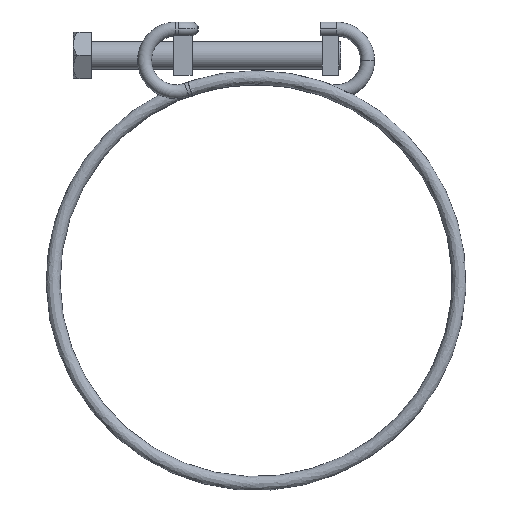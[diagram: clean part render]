
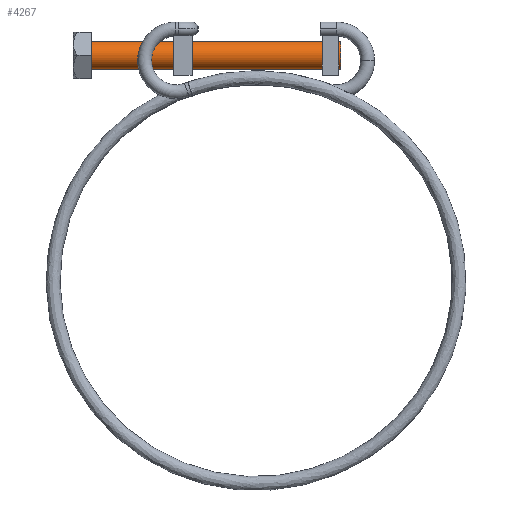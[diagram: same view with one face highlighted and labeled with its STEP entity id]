
A CAD part, top view. The second image highlights one B-rep face of the part: STEP entity #4267.
In plain terms, the highlighted cylindrical face has radius 3 mm (diameter 6 mm), a partial arc.
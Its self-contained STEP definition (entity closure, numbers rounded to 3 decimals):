
#194 = EDGE_CURVE ( 'NONE', #7415, #1482, #6151, .T. ) ;
#452 = DIRECTION ( 'NONE',  ( -1., 0., 0. ) ) ;
#477 = CARTESIAN_POINT ( 'NONE',  ( -35.623, 45.8, 0. ) ) ;
#545 = AXIS2_PLACEMENT_3D ( 'NONE', #3728, #8489, #3774 ) ;
#550 = AXIS2_PLACEMENT_3D ( 'NONE', #4871, #1379, #2102 ) ;
#621 = VERTEX_POINT ( 'NONE', #7576 ) ;
#629 = EDGE_CURVE ( 'NONE', #621, #2342, #6226, .T. ) ;
#1379 = DIRECTION ( 'NONE',  ( 1., 0., 0. ) ) ;
#1482 = VERTEX_POINT ( 'NONE', #477 ) ;
#1763 = ORIENTED_EDGE ( 'NONE', *, *, #629, .T. ) ;
#1898 = DIRECTION ( 'NONE',  ( 0., -1., 0. ) ) ;
#2102 = DIRECTION ( 'NONE',  ( 0., 1., 0. ) ) ;
#2342 = VERTEX_POINT ( 'NONE', #5286 ) ;
#3128 = FACE_OUTER_BOUND ( 'NONE', #8219, .T. ) ;
#3728 = CARTESIAN_POINT ( 'NONE',  ( -35.623, 48.8, 0. ) ) ;
#3774 = DIRECTION ( 'NONE',  ( 0., 1., 0. ) ) ;
#4159 = ORIENTED_EDGE ( 'NONE', *, *, #6390, .F. ) ;
#4160 = DIRECTION ( 'NONE',  ( -1., 0., 0. ) ) ;
#4164 = VECTOR ( 'NONE', #4160, 1000. ) ;
#4267 = ADVANCED_FACE ( 'NONE', ( #3128 ), #9019, .T. ) ;
#4490 = CIRCLE ( 'NONE', #545, 3. ) ;
#4846 = DIRECTION ( 'NONE',  ( -1., 0., 0. ) ) ;
#4871 = CARTESIAN_POINT ( 'NONE',  ( 18.377, 48.8, 0. ) ) ;
#5286 = CARTESIAN_POINT ( 'NONE',  ( -35.623, 51.8, 0. ) ) ;
#6151 = LINE ( 'NONE', #7957, #8811 ) ;
#6226 = LINE ( 'NONE', #8308, #4164 ) ;
#6375 = ORIENTED_EDGE ( 'NONE', *, *, #6416, .T. ) ;
#6390 = EDGE_CURVE ( 'NONE', #621, #7415, #8883, .T. ) ;
#6416 = EDGE_CURVE ( 'NONE', #2342, #1482, #4490, .T. ) ;
#6722 = ORIENTED_EDGE ( 'NONE', *, *, #194, .F. ) ;
#6847 = CARTESIAN_POINT ( 'NONE',  ( 18.377, 48.8, 0. ) ) ;
#7415 = VERTEX_POINT ( 'NONE', #8266 ) ;
#7576 = CARTESIAN_POINT ( 'NONE',  ( 18.377, 51.8, 0. ) ) ;
#7957 = CARTESIAN_POINT ( 'NONE',  ( 18.377, 45.8, 0. ) ) ;
#7960 = AXIS2_PLACEMENT_3D ( 'NONE', #6847, #4846, #1898 ) ;
#8219 = EDGE_LOOP ( 'NONE', ( #4159, #1763, #6375, #6722 ) ) ;
#8266 = CARTESIAN_POINT ( 'NONE',  ( 18.377, 45.8, 0. ) ) ;
#8308 = CARTESIAN_POINT ( 'NONE',  ( 18.377, 51.8, 0. ) ) ;
#8489 = DIRECTION ( 'NONE',  ( 1., 0., 0. ) ) ;
#8811 = VECTOR ( 'NONE', #452, 1000. ) ;
#8883 = CIRCLE ( 'NONE', #550, 3. ) ;
#9019 = CYLINDRICAL_SURFACE ( 'NONE', #7960, 3. ) ;
